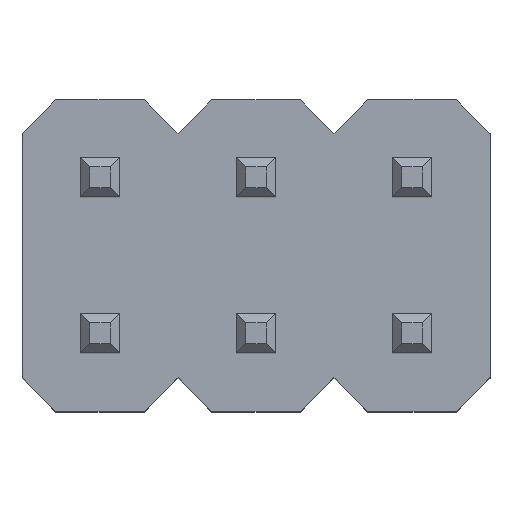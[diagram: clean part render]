
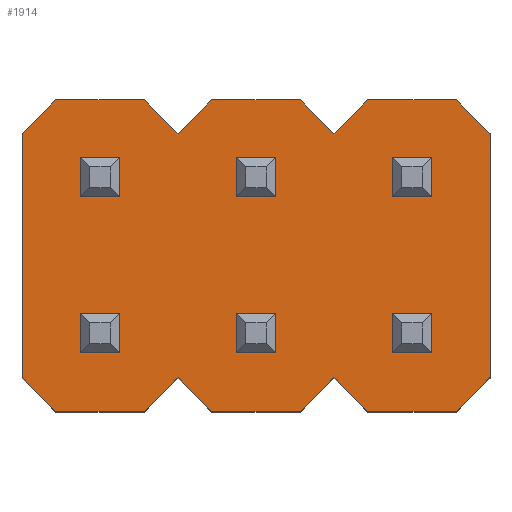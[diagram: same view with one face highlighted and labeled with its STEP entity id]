
A CAD part, top view. The second image highlights one B-rep face of the part: STEP entity #1914.
In plain terms, the highlighted planar face has unit normal (0, 0, 1).
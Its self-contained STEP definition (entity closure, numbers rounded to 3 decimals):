
#120=FACE_OUTER_BOUND('',#236,.T.);
#236=EDGE_LOOP('',(#1566,#1567,#1568,#1569,#1570,#1571,#1572,#1573,#1574,
#1575,#1576,#1577,#1578,#1579,#1580,#1581,#1582,#1583,#1584,#1585,#1586,
#1587));
#433=LINE('',#2932,#691);
#459=LINE('',#2984,#717);
#461=LINE('',#2988,#719);
#462=LINE('',#2990,#720);
#463=LINE('',#2992,#721);
#464=LINE('',#2994,#722);
#465=LINE('',#2996,#723);
#466=LINE('',#2998,#724);
#467=LINE('',#3000,#725);
#468=LINE('',#3002,#726);
#469=LINE('',#3004,#727);
#470=LINE('',#3006,#728);
#471=LINE('',#3008,#729);
#472=LINE('',#3010,#730);
#473=LINE('',#3012,#731);
#474=LINE('',#3014,#732);
#475=LINE('',#3016,#733);
#476=LINE('',#3018,#734);
#477=LINE('',#3020,#735);
#478=LINE('',#3022,#736);
#479=LINE('',#3024,#737);
#480=LINE('',#3025,#738);
#691=VECTOR('',#2423,10.);
#717=VECTOR('',#2457,10.);
#719=VECTOR('',#2461,10.);
#720=VECTOR('',#2462,10.);
#721=VECTOR('',#2463,10.);
#722=VECTOR('',#2464,10.);
#723=VECTOR('',#2465,10.);
#724=VECTOR('',#2466,10.);
#725=VECTOR('',#2467,10.);
#726=VECTOR('',#2468,10.);
#727=VECTOR('',#2469,10.);
#728=VECTOR('',#2470,10.);
#729=VECTOR('',#2471,10.);
#730=VECTOR('',#2472,10.);
#731=VECTOR('',#2473,10.);
#732=VECTOR('',#2474,10.);
#733=VECTOR('',#2475,10.);
#734=VECTOR('',#2476,10.);
#735=VECTOR('',#2477,10.);
#736=VECTOR('',#2478,10.);
#737=VECTOR('',#2479,10.);
#738=VECTOR('',#2480,10.);
#877=VERTEX_POINT('',#2929);
#878=VERTEX_POINT('',#2931);
#900=VERTEX_POINT('',#2983);
#901=VERTEX_POINT('',#2987);
#902=VERTEX_POINT('',#2989);
#903=VERTEX_POINT('',#2991);
#904=VERTEX_POINT('',#2993);
#905=VERTEX_POINT('',#2995);
#906=VERTEX_POINT('',#2997);
#907=VERTEX_POINT('',#2999);
#908=VERTEX_POINT('',#3001);
#909=VERTEX_POINT('',#3003);
#910=VERTEX_POINT('',#3005);
#911=VERTEX_POINT('',#3007);
#912=VERTEX_POINT('',#3009);
#913=VERTEX_POINT('',#3011);
#914=VERTEX_POINT('',#3013);
#915=VERTEX_POINT('',#3015);
#916=VERTEX_POINT('',#3017);
#917=VERTEX_POINT('',#3019);
#918=VERTEX_POINT('',#3021);
#919=VERTEX_POINT('',#3023);
#1105=EDGE_CURVE('',#878,#877,#433,.T.);
#1131=EDGE_CURVE('',#878,#900,#459,.T.);
#1133=EDGE_CURVE('',#901,#877,#461,.T.);
#1134=EDGE_CURVE('',#902,#901,#462,.T.);
#1135=EDGE_CURVE('',#902,#903,#463,.T.);
#1136=EDGE_CURVE('',#904,#903,#464,.T.);
#1137=EDGE_CURVE('',#905,#904,#465,.T.);
#1138=EDGE_CURVE('',#905,#906,#466,.T.);
#1139=EDGE_CURVE('',#907,#906,#467,.T.);
#1140=EDGE_CURVE('',#908,#907,#468,.T.);
#1141=EDGE_CURVE('',#908,#909,#469,.T.);
#1142=EDGE_CURVE('',#910,#909,#470,.T.);
#1143=EDGE_CURVE('',#910,#911,#471,.T.);
#1144=EDGE_CURVE('',#912,#911,#472,.T.);
#1145=EDGE_CURVE('',#912,#913,#473,.T.);
#1146=EDGE_CURVE('',#914,#913,#474,.T.);
#1147=EDGE_CURVE('',#915,#914,#475,.T.);
#1148=EDGE_CURVE('',#915,#916,#476,.T.);
#1149=EDGE_CURVE('',#917,#916,#477,.T.);
#1150=EDGE_CURVE('',#918,#917,#478,.T.);
#1151=EDGE_CURVE('',#918,#919,#479,.T.);
#1152=EDGE_CURVE('',#900,#919,#480,.T.);
#1566=ORIENTED_EDGE('',*,*,#1105,.T.);
#1567=ORIENTED_EDGE('',*,*,#1133,.F.);
#1568=ORIENTED_EDGE('',*,*,#1134,.F.);
#1569=ORIENTED_EDGE('',*,*,#1135,.T.);
#1570=ORIENTED_EDGE('',*,*,#1136,.F.);
#1571=ORIENTED_EDGE('',*,*,#1137,.F.);
#1572=ORIENTED_EDGE('',*,*,#1138,.T.);
#1573=ORIENTED_EDGE('',*,*,#1139,.F.);
#1574=ORIENTED_EDGE('',*,*,#1140,.F.);
#1575=ORIENTED_EDGE('',*,*,#1141,.T.);
#1576=ORIENTED_EDGE('',*,*,#1142,.F.);
#1577=ORIENTED_EDGE('',*,*,#1143,.T.);
#1578=ORIENTED_EDGE('',*,*,#1144,.F.);
#1579=ORIENTED_EDGE('',*,*,#1145,.T.);
#1580=ORIENTED_EDGE('',*,*,#1146,.F.);
#1581=ORIENTED_EDGE('',*,*,#1147,.F.);
#1582=ORIENTED_EDGE('',*,*,#1148,.T.);
#1583=ORIENTED_EDGE('',*,*,#1149,.F.);
#1584=ORIENTED_EDGE('',*,*,#1150,.F.);
#1585=ORIENTED_EDGE('',*,*,#1151,.T.);
#1586=ORIENTED_EDGE('',*,*,#1152,.F.);
#1587=ORIENTED_EDGE('',*,*,#1131,.F.);
#1798=PLANE('',#2051);
#1914=ADVANCED_FACE('',(#120),#1798,.T.);
#2051=AXIS2_PLACEMENT_3D('',#2986,#2459,#2460);
#2423=DIRECTION('',(0.,1.,0.));
#2457=DIRECTION('',(-0.707,0.707,0.));
#2459=DIRECTION('center_axis',(0.,0.,
1.));
#2460=DIRECTION('ref_axis',(1.,0.,0.));
#2461=DIRECTION('',(0.707,0.707,0.));
#2462=DIRECTION('',(0.707,-0.707,0.));
#2463=DIRECTION('',(-1.,0.,0.));
#2464=DIRECTION('',(0.707,0.707,0.));
#2465=DIRECTION('',(0.707,-0.707,0.));
#2466=DIRECTION('',(-1.,0.,0.));
#2467=DIRECTION('',(0.707,0.707,0.));
#2468=DIRECTION('',(0.707,-0.707,0.));
#2469=DIRECTION('',(-1.,0.,0.));
#2470=DIRECTION('',(0.707,0.707,0.));
#2471=DIRECTION('',(0.,-1.,0.));
#2472=DIRECTION('',(-0.707,0.707,0.));
#2473=DIRECTION('',(1.,0.,0.));
#2474=DIRECTION('',(-0.707,-0.707,0.));
#2475=DIRECTION('',(-0.707,0.707,0.));
#2476=DIRECTION('',(1.,0.,0.));
#2477=DIRECTION('',(-0.707,-0.707,0.));
#2478=DIRECTION('',(-0.707,0.707,0.));
#2479=DIRECTION('',(1.,0.,0.));
#2480=DIRECTION('',(-0.707,-0.707,0.));
#2929=CARTESIAN_POINT('',(3.81,1.987,2.59));
#2931=CARTESIAN_POINT('',(3.81,-1.987,2.59));
#2932=CARTESIAN_POINT('',(3.81,-0.373,2.59));
#2983=CARTESIAN_POINT('',(3.81,-1.987,2.59));
#2984=CARTESIAN_POINT('',(4.086,-2.264,2.59));
#2986=CARTESIAN_POINT('Origin',(15.24,-1.27,2.59));
#2987=CARTESIAN_POINT('',(3.81,1.987,2.59));
#2988=CARTESIAN_POINT('',(4.086,2.264,2.59));
#2989=CARTESIAN_POINT('',(3.257,2.54,2.59));
#2990=CARTESIAN_POINT('',(3.534,2.264,2.59));
#2991=CARTESIAN_POINT('',(1.823,2.54,2.59));
#2992=CARTESIAN_POINT('',(3.81,2.54,2.59));
#2993=CARTESIAN_POINT('',(1.27,1.987,2.59));
#2994=CARTESIAN_POINT('',(1.546,2.264,2.59));
#2995=CARTESIAN_POINT('',(0.717,2.54,2.59));
#2996=CARTESIAN_POINT('',(0.994,2.264,2.59));
#2997=CARTESIAN_POINT('',(-0.717,2.54,2.59));
#2998=CARTESIAN_POINT('',(1.27,2.54,2.59));
#2999=CARTESIAN_POINT('',(-1.27,1.987,2.59));
#3000=CARTESIAN_POINT('',(-0.994,2.264,2.59));
#3001=CARTESIAN_POINT('',(-1.823,2.54,2.59));
#3002=CARTESIAN_POINT('',(-1.546,2.264,2.59));
#3003=CARTESIAN_POINT('',(-3.257,2.54,2.59));
#3004=CARTESIAN_POINT('',(-1.27,2.54,2.59));
#3005=CARTESIAN_POINT('',(-3.81,1.987,2.59));
#3006=CARTESIAN_POINT('',(-3.534,2.264,2.59));
#3007=CARTESIAN_POINT('',(-3.81,-1.987,2.59));
#3008=CARTESIAN_POINT('',(-3.81,0.,2.59));
#3009=CARTESIAN_POINT('',(-3.257,-2.54,2.59));
#3010=CARTESIAN_POINT('',(-3.534,-2.264,2.59));
#3011=CARTESIAN_POINT('',(-1.823,-2.54,2.59));
#3012=CARTESIAN_POINT('',(-3.81,-2.54,2.59));
#3013=CARTESIAN_POINT('',(-1.27,-1.987,2.59));
#3014=CARTESIAN_POINT('',(-1.546,-2.264,2.59));
#3015=CARTESIAN_POINT('',(-0.717,-2.54,2.59));
#3016=CARTESIAN_POINT('',(-0.994,-2.264,2.59));
#3017=CARTESIAN_POINT('',(0.717,-2.54,2.59));
#3018=CARTESIAN_POINT('',(-1.27,-2.54,2.59));
#3019=CARTESIAN_POINT('',(1.27,-1.987,2.59));
#3020=CARTESIAN_POINT('',(0.994,-2.264,2.59));
#3021=CARTESIAN_POINT('',(1.823,-2.54,2.59));
#3022=CARTESIAN_POINT('',(1.546,-2.264,2.59));
#3023=CARTESIAN_POINT('',(3.257,-2.54,2.59));
#3024=CARTESIAN_POINT('',(1.27,-2.54,2.59));
#3025=CARTESIAN_POINT('',(3.534,-2.264,2.59));
